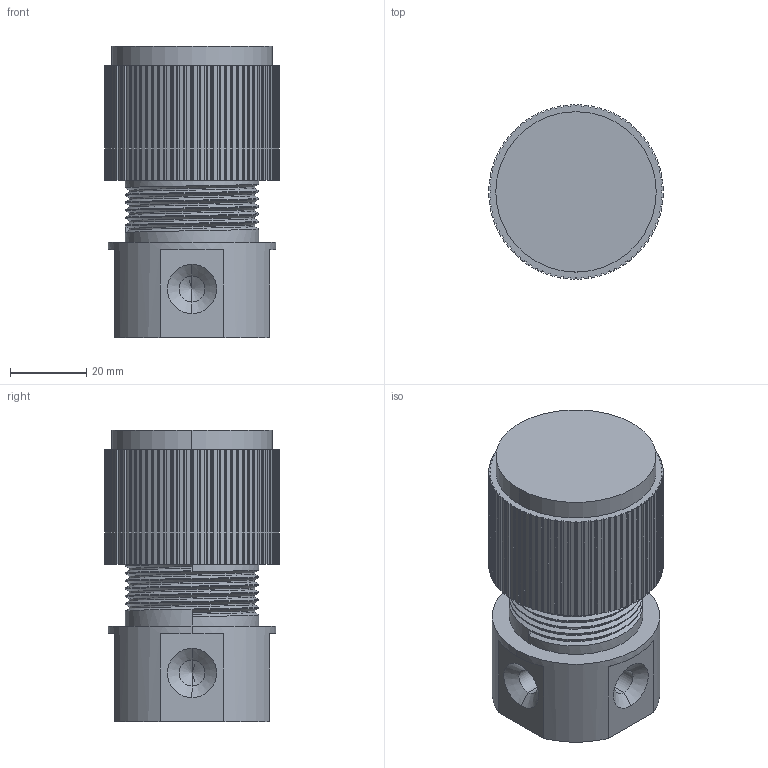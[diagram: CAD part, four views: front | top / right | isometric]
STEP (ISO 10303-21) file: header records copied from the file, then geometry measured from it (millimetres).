
FILE_DESCRIPTION (( 'STEP AP203' ), '1' );
FILE_NAME ('SE_01_1_3001.STEP', '2020-10-21T10:25:49', ( '' ), ( '' ), 'SwSTEP 2.0', 'SolidWorks 2017', '' );
FILE_SCHEMA (( 'CONFIG_CONTROL_DESIGN' ));
Length unit declared in the file: millimetre
Products named in the file (1): SE_01_1_3001
Bounding box: 45.69 x 45.69 x 76.2 mm (x, y, z)
Volume: 104586 mm3; surface area: 17196.1 mm2
Topology: 1 solids, 1 shells, 380 faces, 1104 edges, 725 vertices
Faces by surface type: plane 255, cylinder 106, cone 16, bspline 3
Entity records: 13578 total; most frequent: CARTESIAN_POINT 3405, ORIENTED_EDGE 2192, DIRECTION 2030, EDGE_CURVE 1096, LINE 866, VECTOR 866, VERTEX_POINT 725, AXIS2_PLACEMENT_3D 582
